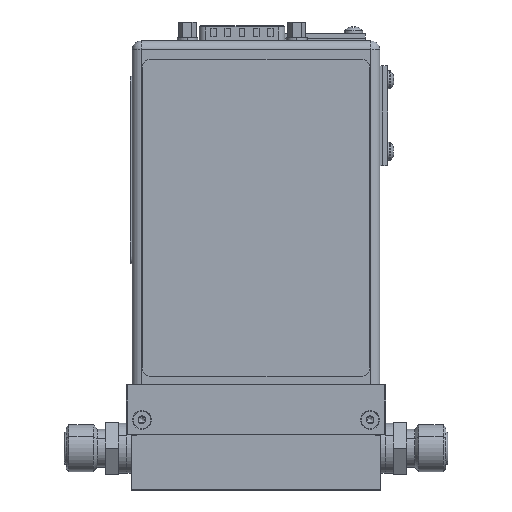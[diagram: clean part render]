
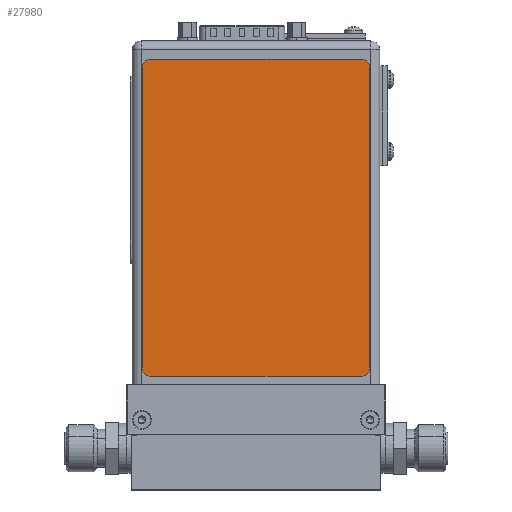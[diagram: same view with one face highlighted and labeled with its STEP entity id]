
A CAD part, top view. The second image highlights one B-rep face of the part: STEP entity #27980.
In plain terms, the highlighted planar face has unit normal (0, 0, 1).
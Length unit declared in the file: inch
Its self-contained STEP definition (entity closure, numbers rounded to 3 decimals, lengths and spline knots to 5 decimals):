
#27761=CARTESIAN_POINT('',(2.63,3.71,0.004));
#27762=DIRECTION('',(0.,0.,-1.));
#27763=DIRECTION('',(0.,1.,0.));
#27764=AXIS2_PLACEMENT_3D('',#27761,#27762,#27763);
#27766=DIRECTION('',(0.,-1.,0.));
#27767=VECTOR('',#27766,3.61);
#27768=CARTESIAN_POINT('',(2.73,3.71,0.004));
#27769=LINE('',#27768,#27767);
#27770=CARTESIAN_POINT('',(2.63,0.1,0.004));
#27771=DIRECTION('',(0.,0.,-1.));
#27772=DIRECTION('',(1.,0.,0.));
#27773=AXIS2_PLACEMENT_3D('',#27770,#27771,#27772);
#27775=DIRECTION('',(-1.,0.,0.));
#27776=VECTOR('',#27775,2.53);
#27777=CARTESIAN_POINT('',(2.63,0.,0.004));
#27778=LINE('',#27777,#27776);
#27779=CARTESIAN_POINT('',(0.1,0.1,0.004));
#27780=DIRECTION('',(0.,0.,-1.));
#27781=DIRECTION('',(0.,-1.,0.));
#27782=AXIS2_PLACEMENT_3D('',#27779,#27780,#27781);
#27784=DIRECTION('',(0.,1.,0.));
#27785=VECTOR('',#27784,3.61);
#27786=CARTESIAN_POINT('',(0.,0.1,0.004));
#27787=LINE('',#27786,#27785);
#27788=CARTESIAN_POINT('',(0.1,3.71,0.004));
#27789=DIRECTION('',(0.,0.,-1.));
#27790=DIRECTION('',(-1.,0.,0.));
#27791=AXIS2_PLACEMENT_3D('',#27788,#27789,#27790);
#27793=DIRECTION('',(1.,0.,0.));
#27794=VECTOR('',#27793,2.53);
#27795=CARTESIAN_POINT('',(0.1,3.81,0.004));
#27796=LINE('',#27795,#27794);
#27813=CARTESIAN_POINT('',(2.73,3.71,0.004));
#27814=VERTEX_POINT('',#27813);
#27815=CARTESIAN_POINT('',(2.63,3.81,0.004));
#27816=VERTEX_POINT('',#27815);
#27817=CARTESIAN_POINT('',(2.73,0.1,0.004));
#27818=VERTEX_POINT('',#27817);
#27819=CARTESIAN_POINT('',(2.63,0.,0.004));
#27820=VERTEX_POINT('',#27819);
#27821=CARTESIAN_POINT('',(0.1,0.,0.004));
#27822=VERTEX_POINT('',#27821);
#27823=CARTESIAN_POINT('',(0.,0.1,0.004));
#27824=VERTEX_POINT('',#27823);
#27825=CARTESIAN_POINT('',(0.,3.71,0.004));
#27826=VERTEX_POINT('',#27825);
#27827=CARTESIAN_POINT('',(0.1,3.81,0.004));
#27828=VERTEX_POINT('',#27827);
#27965=CARTESIAN_POINT('',(0.,0.,0.004));
#27966=DIRECTION('',(0.,0.,1.));
#27967=DIRECTION('',(1.,0.,0.));
#27968=AXIS2_PLACEMENT_3D('',#27965,#27966,#27967);
#27969=PLANE('',#27968);
#27970=ORIENTED_EDGE('',*,*,#27861,.T.);
#27971=ORIENTED_EDGE('',*,*,#27877,.T.);
#27972=ORIENTED_EDGE('',*,*,#27890,.T.);
#27973=ORIENTED_EDGE('',*,*,#27903,.T.);
#27974=ORIENTED_EDGE('',*,*,#27918,.T.);
#27975=ORIENTED_EDGE('',*,*,#27931,.T.);
#27976=ORIENTED_EDGE('',*,*,#27946,.T.);
#27977=ORIENTED_EDGE('',*,*,#27958,.T.);
#27978=EDGE_LOOP('',(#27970,#27971,#27972,#27973,#27974,#27975,#27976,#27977));
#27979=FACE_OUTER_BOUND('',#27978,.F.);
#27980=ADVANCED_FACE('',(#27979),#27969,.T.);
#27765=CIRCLE('',#27764,0.1);
#27774=CIRCLE('',#27773,0.1);
#27783=CIRCLE('',#27782,0.1);
#27792=CIRCLE('',#27791,0.1);
#27861=EDGE_CURVE('',#27816,#27814,#27765,.T.);
#27877=EDGE_CURVE('',#27814,#27818,#27769,.T.);
#27890=EDGE_CURVE('',#27818,#27820,#27774,.T.);
#27903=EDGE_CURVE('',#27820,#27822,#27778,.T.);
#27918=EDGE_CURVE('',#27822,#27824,#27783,.T.);
#27931=EDGE_CURVE('',#27824,#27826,#27787,.T.);
#27946=EDGE_CURVE('',#27826,#27828,#27792,.T.);
#27958=EDGE_CURVE('',#27828,#27816,#27796,.T.);
